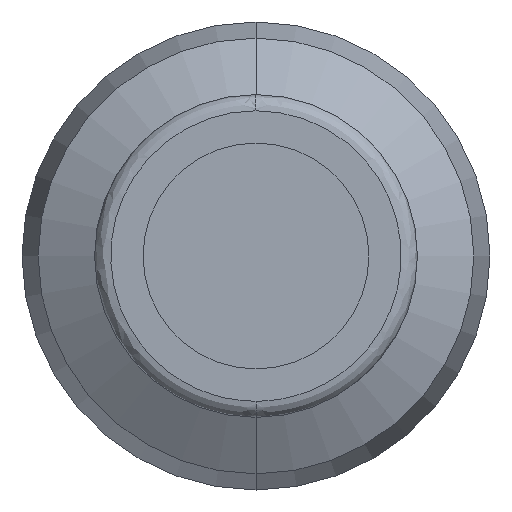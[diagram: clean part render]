
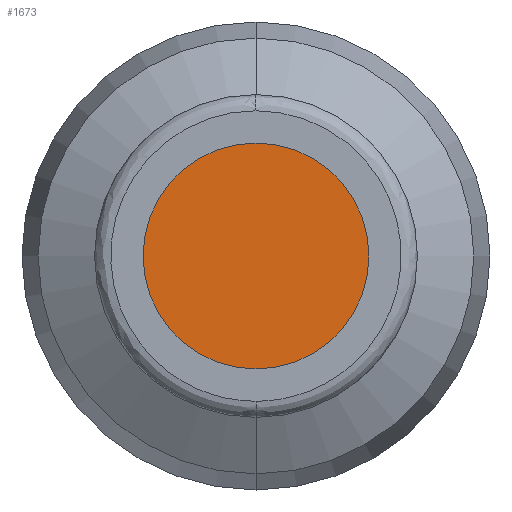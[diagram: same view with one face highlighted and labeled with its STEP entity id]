
A CAD part, front view. The second image highlights one B-rep face of the part: STEP entity #1673.
In plain terms, the highlighted planar face has unit normal (0, -1, 0).
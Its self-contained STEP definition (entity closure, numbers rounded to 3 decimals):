
#277 = DIRECTION ( 'NONE',  ( 0., 0., -1. ) ) ;
#339 = AXIS2_PLACEMENT_3D ( 'NONE', #1722, #1713, #1704 ) ;
#466 = EDGE_CURVE ( 'NONE', #1839, #1874, #1300, .T. ) ;
#495 = DIRECTION ( 'NONE',  ( 0., 1., 0. ) ) ;
#506 = CARTESIAN_POINT ( 'NONE',  ( -2.286, -25.857, 11.09 ) ) ;
#509 = FACE_OUTER_BOUND ( 'NONE', #1554, .T. ) ;
#852 = CIRCLE ( 'NONE', #2124, 3.5 ) ;
#1015 = CARTESIAN_POINT ( 'NONE',  ( -2.286, -25.857, 11.09 ) ) ;
#1021 = DIRECTION ( 'NONE',  ( 0., 1., 0. ) ) ;
#1030 = DIRECTION ( 'NONE',  ( 0., 0., -1. ) ) ;
#1078 = ORIENTED_EDGE ( 'NONE', *, *, #1203, .F. ) ;
#1097 = AXIS2_PLACEMENT_3D ( 'NONE', #506, #495, #277 ) ;
#1203 = EDGE_CURVE ( 'NONE', #1874, #1839, #852, .T. ) ;
#1300 = CIRCLE ( 'NONE', #1097, 3.5 ) ;
#1554 = EDGE_LOOP ( 'NONE', ( #1078, #1592 ) ) ;
#1592 = ORIENTED_EDGE ( 'NONE', *, *, #466, .F. ) ;
#1673 = ADVANCED_FACE ( 'NONE', ( #509 ), #1912, .F. ) ;
#1704 = DIRECTION ( 'NONE',  ( 0., 0., 1. ) ) ;
#1713 = DIRECTION ( 'NONE',  ( 0., 1., 0. ) ) ;
#1717 = CARTESIAN_POINT ( 'NONE',  ( -2.286, -25.857, 14.59 ) ) ;
#1722 = CARTESIAN_POINT ( 'NONE',  ( -5.828, -25.857, 7.548 ) ) ;
#1745 = CARTESIAN_POINT ( 'NONE',  ( -2.286, -25.857, 7.59 ) ) ;
#1839 = VERTEX_POINT ( 'NONE', #1717 ) ;
#1874 = VERTEX_POINT ( 'NONE', #1745 ) ;
#1912 = PLANE ( 'NONE',  #339 ) ;
#2124 = AXIS2_PLACEMENT_3D ( 'NONE', #1015, #1021, #1030 ) ;
